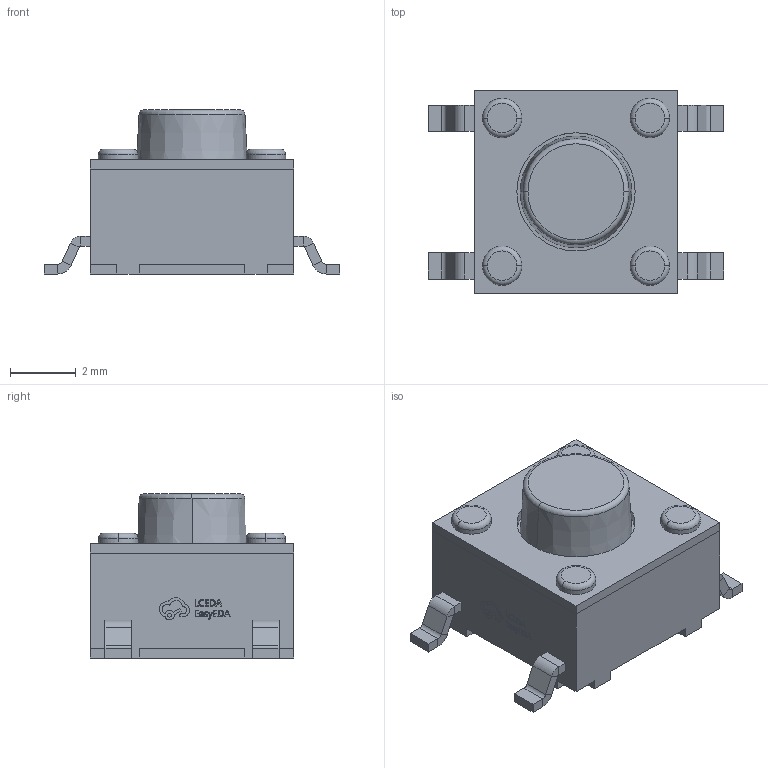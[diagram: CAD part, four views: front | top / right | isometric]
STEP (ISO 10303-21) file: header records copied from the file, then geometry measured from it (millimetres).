
FILE_DESCRIPTION (( 'STEP AP214' ), '1' );
FILE_NAME ('KEY-SMD_4P-L6.2-W6.2-H5.0-LS9.0-P4.5.step', '2022-07-02T15:09:57', ( '' ), ( '' ), 'SwSTEP 2.0', 'SolidWorks 2020', '' );
FILE_SCHEMA (( 'AUTOMOTIVE_DESIGN' ));
Length unit declared in the file: millimetre
Products named in the file (1): KEY-SMD_4P-L6.2-W6.2-H5.0-LS9.0-P4.5
Bounding box: 9 x 6.2 x 5 mm (x, y, z)
Volume: 143.1 mm3; surface area: 284.8 mm2
Topology: 3 solids, 3 shells, 440 faces, 1123 edges, 724 vertices
Faces by surface type: plane 290, bspline 112, cylinder 26, torus 10, cone 2
Entity records: 18572 total; most frequent: CARTESIAN_POINT 4392, ORIENTED_EDGE 2246, DIRECTION 1629, EDGE_CURVE 1123, VECTOR 819, LINE 819, VERTEX_POINT 724, EDGE_LOOP 477
